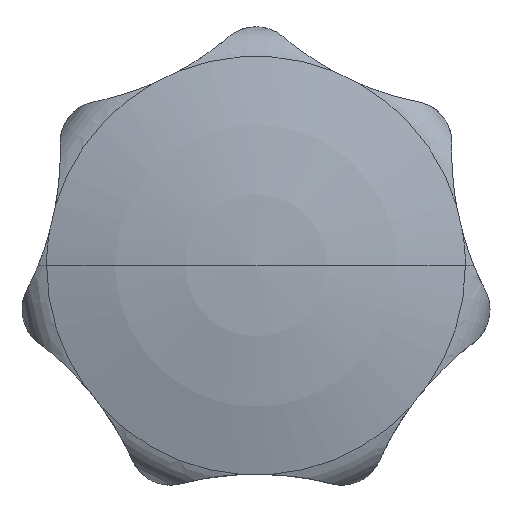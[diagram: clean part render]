
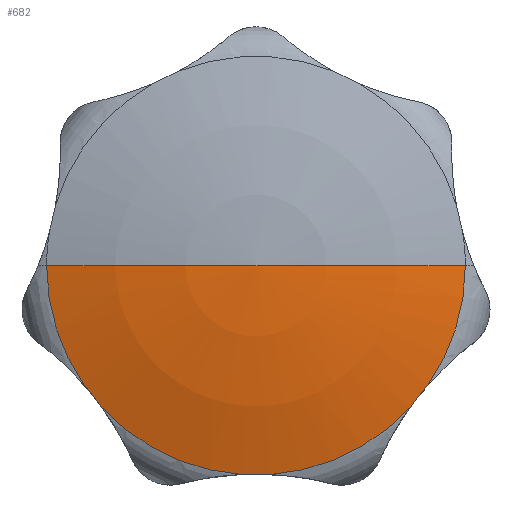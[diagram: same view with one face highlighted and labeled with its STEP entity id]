
A CAD part, top view. The second image highlights one B-rep face of the part: STEP entity #682.
In plain terms, the highlighted spherical face has radius 60 mm.
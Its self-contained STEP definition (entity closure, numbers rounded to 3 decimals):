
#292=VERTEX_POINT('',#800);
#298=EDGE_CURVE('',#510,#574,#807,.T.);
#354=VERTEX_POINT('',#870);
#358=EDGE_CURVE('',#354,#602,#874,.T.);
#360=EDGE_CURVE('',#426,#574,#876,.T.);
#408=EDGE_CURVE('',#506,#292,#930,.T.);
#426=VERTEX_POINT('',#948);
#462=EDGE_CURVE('',#542,#510,#988,.T.);
#506=VERTEX_POINT('',#1040);
#510=VERTEX_POINT('',#1045);
#540=EDGE_CURVE('',#292,#354,#1076,.T.);
#542=VERTEX_POINT('',#1078);
#546=EDGE_CURVE('',#602,#746,#1082,.T.);
#574=VERTEX_POINT('',#1114);
#602=VERTEX_POINT('',#1143);
#624=EDGE_CURVE('',#746,#426,#1165,.T.);
#672=EDGE_CURVE('',#542,#506,#1215,.T.);
#682=ADVANCED_FACE('',(#1227),#1228,.T.);
#746=VERTEX_POINT('',#1299);
#800=CARTESIAN_POINT('',(-12.919,-11.837,22.384));
#807=CIRCLE('',#1394,60.);
#870=CARTESIAN_POINT('',(-1.2,-17.481,22.384));
#874=B_SPLINE_CURVE_WITH_KNOTS('',3,(#1574,#1575,#1576,#1577,#1578,#1579),.UNSPECIFIED.,.F.,.F.,(4,2,4),(44.372,45.568,46.763),.UNSPECIFIED.);
#876=CIRCLE('',#1582,17.522);
#930=B_SPLINE_CURVE_WITH_KNOTS('',3,(#1677,#1678,#1679,#1680,#1681,#1682),.UNSPECIFIED.,.F.,.F.,(4,2,4),(44.372,45.568,46.763),.UNSPECIFIED.);
#948=CARTESIAN_POINT('',(14.415,-9.961,22.384));
#988=CIRCLE('',#1806,60.);
#1040=CARTESIAN_POINT('',(-14.415,-9.961,22.384));
#1045=CARTESIAN_POINT('',(0.,0.,25.));
#1076=CIRCLE('',#1962,17.522);
#1078=CARTESIAN_POINT('',(-17.522,0.,22.384));
#1082=CIRCLE('',#1977,17.522);
#1114=CARTESIAN_POINT('',(17.522,0.,22.384));
#1143=CARTESIAN_POINT('',(1.2,-17.481,22.384));
#1165=B_SPLINE_CURVE_WITH_KNOTS('',3,(#2142,#2143,#2144,#2145,#2146,#2147),.UNSPECIFIED.,.F.,.F.,(4,2,4),(44.372,45.568,46.763),.UNSPECIFIED.);
#1215=CIRCLE('',#2240,17.522);
#1227=FACE_OUTER_BOUND('',#2260,.T.);
#1228=SPHERICAL_SURFACE('',#2261,60.);
#1299=CARTESIAN_POINT('',(12.919,-11.837,22.384));
#1394=AXIS2_PLACEMENT_3D('',#2491,#2492,#2493);
#1574=CARTESIAN_POINT('',(-1.2,-17.481,22.384));
#1575=CARTESIAN_POINT('',(-0.799,-17.462,22.399));
#1576=CARTESIAN_POINT('',(-0.398,-17.452,22.406));
#1577=CARTESIAN_POINT('',(0.398,-17.452,22.406));
#1578=CARTESIAN_POINT('',(0.799,-17.462,22.399));
#1579=CARTESIAN_POINT('',(1.2,-17.481,22.384));
#1582=AXIS2_PLACEMENT_3D('',#2569,#2570,#2571);
#1677=CARTESIAN_POINT('',(-14.415,-9.961,22.384));
#1678=CARTESIAN_POINT('',(-14.15,-10.263,22.399));
#1679=CARTESIAN_POINT('',(-13.893,-10.57,22.406));
#1680=CARTESIAN_POINT('',(-13.396,-11.193,22.406));
#1681=CARTESIAN_POINT('',(-13.154,-11.512,22.399));
#1682=CARTESIAN_POINT('',(-12.919,-11.837,22.384));
#1806=AXIS2_PLACEMENT_3D('',#2668,#2669,#2670);
#1962=AXIS2_PLACEMENT_3D('',#2783,#2784,#2785);
#1977=AXIS2_PLACEMENT_3D('',#2786,#2787,#2788);
#2142=CARTESIAN_POINT('',(12.919,-11.837,22.384));
#2143=CARTESIAN_POINT('',(13.154,-11.512,22.399));
#2144=CARTESIAN_POINT('',(13.396,-11.193,22.406));
#2145=CARTESIAN_POINT('',(13.893,-10.57,22.406));
#2146=CARTESIAN_POINT('',(14.15,-10.263,22.399));
#2147=CARTESIAN_POINT('',(14.415,-9.961,22.384));
#2240=AXIS2_PLACEMENT_3D('',#2887,#2888,#2889);
#2260=EDGE_LOOP('',(#2911,#2912,#2913,#2914,#2915,#2916,#2917,#2918,#2919));
#2261=AXIS2_PLACEMENT_3D('',#2920,#2921,#2922);
#2491=CARTESIAN_POINT('',(0.,0.,-35.));
#2492=DIRECTION('',(0.,1.0,0.));
#2493=DIRECTION('',(0.0,0.,-1.0));
#2569=CARTESIAN_POINT('',(0.,0.,22.384));
#2570=DIRECTION('',(0.,0.,1.0));
#2571=DIRECTION('',(1.0,0.,0.));
#2668=CARTESIAN_POINT('',(0.,0.,-35.));
#2669=DIRECTION('',(0.,1.0,0.));
#2670=DIRECTION('',(0.0,0.,-1.0));
#2783=CARTESIAN_POINT('',(0.,0.,22.384));
#2784=DIRECTION('',(0.,0.,1.0));
#2785=DIRECTION('',(1.0,0.,0.));
#2786=CARTESIAN_POINT('',(0.,0.,22.384));
#2787=DIRECTION('',(0.,0.,1.0));
#2788=DIRECTION('',(1.0,0.,0.));
#2887=CARTESIAN_POINT('',(0.,0.,22.384));
#2888=DIRECTION('',(0.,0.,1.0));
#2889=DIRECTION('',(1.0,0.,0.));
#2911=ORIENTED_EDGE('',*,*,#462,.F.);
#2912=ORIENTED_EDGE('',*,*,#672,.T.);
#2913=ORIENTED_EDGE('',*,*,#408,.T.);
#2914=ORIENTED_EDGE('',*,*,#540,.T.);
#2915=ORIENTED_EDGE('',*,*,#358,.T.);
#2916=ORIENTED_EDGE('',*,*,#546,.T.);
#2917=ORIENTED_EDGE('',*,*,#624,.T.);
#2918=ORIENTED_EDGE('',*,*,#360,.T.);
#2919=ORIENTED_EDGE('',*,*,#298,.F.);
#2920=CARTESIAN_POINT('',(0.,0.,-35.));
#2921=DIRECTION('',(0.,0.,1.0));
#2922=DIRECTION('',(-1.0,0.,0.0));
